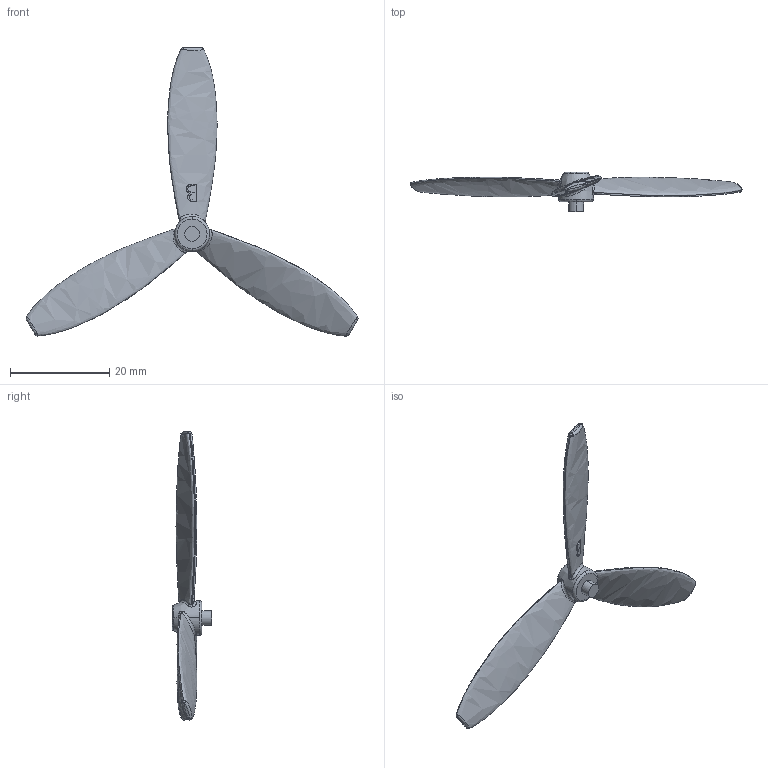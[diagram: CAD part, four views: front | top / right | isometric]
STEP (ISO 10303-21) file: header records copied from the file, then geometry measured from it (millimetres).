
FILE_DESCRIPTION (( 'STEP AP214' ), '1' );
FILE_NAME ('Propeller_B.STEP', '2022-01-15T19:52:39', ( '' ), ( '' ), 'SwSTEP 2.0', 'SolidWorks 2020', '' );
FILE_SCHEMA (( 'AUTOMOTIVE_DESIGN' ));
Length unit declared in the file: millimetre
Products named in the file (1): Propeller_B
Bounding box: 66.84 x 7.94 x 58.11 mm (x, y, z)
Surface area: 2737.4 mm2 (no closed solid volume)
Topology: 0 solids, 2 shells, 65 faces, 174 edges, 108 vertices
Faces by surface type: bspline 43, plane 14, torus 4, cylinder 2, cone 2
Entity records: 12687 total; most frequent: CARTESIAN_POINT 11443, ORIENTED_EDGE 324, EDGE_CURVE 166, B_SPLINE_CURVE_WITH_KNOTS 120, DIRECTION 116, VERTEX_POINT 108, EDGE_LOOP 70, ADVANCED_FACE 65
